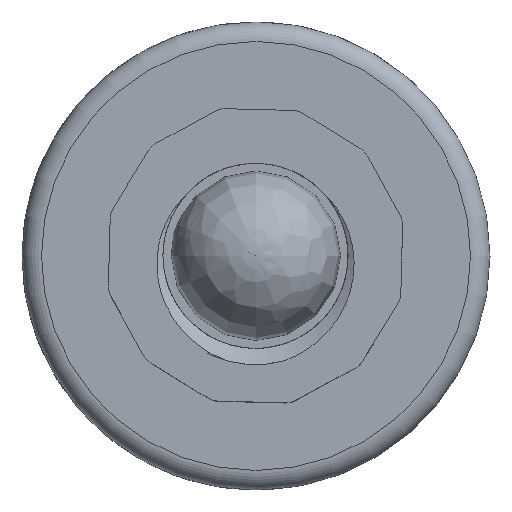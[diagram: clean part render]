
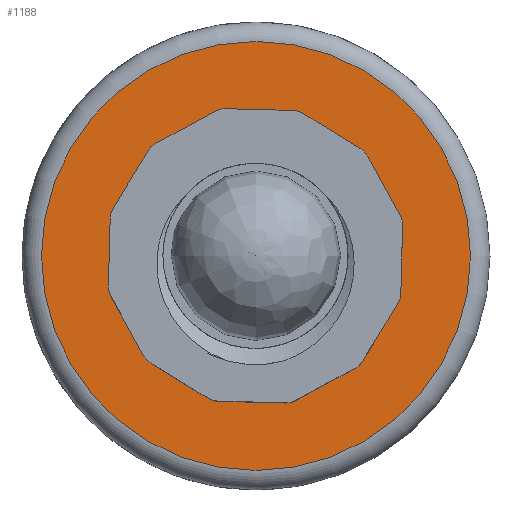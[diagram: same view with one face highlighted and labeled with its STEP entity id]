
A CAD part, top view. The second image highlights one B-rep face of the part: STEP entity #1188.
In plain terms, the highlighted planar face has unit normal (0, 0, 1).
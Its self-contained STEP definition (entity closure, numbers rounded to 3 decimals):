
#110=CIRCLE('',#1304,22.);
#169=FACE_OUTER_BOUND('',#238,.T.);
#238=EDGE_LOOP('',(#898));
#527=VERTEX_POINT('',#1857);
#663=EDGE_CURVE('',#527,#527,#110,.T.);
#898=ORIENTED_EDGE('',*,*,#663,.F.);
#1148=PLANE('',#1306);
#1188=ADVANCED_FACE('',(#169),#1148,.T.);
#1304=AXIS2_PLACEMENT_3D('',#1858,#1500,#1501);
#1306=AXIS2_PLACEMENT_3D('',#1860,#1504,#1505);
#1500=DIRECTION('center_axis',(0.,0.,-1.));
#1501=DIRECTION('ref_axis',(1.,0.,0.));
#1504=DIRECTION('center_axis',(0.,0.,1.));
#1505=DIRECTION('ref_axis',(1.,0.,0.));
#1857=CARTESIAN_POINT('',(127.995,0.,9.2));
#1858=CARTESIAN_POINT('Origin',(149.995,0.,
9.2));
#1860=CARTESIAN_POINT('Origin',(149.995,0.,
9.2));
